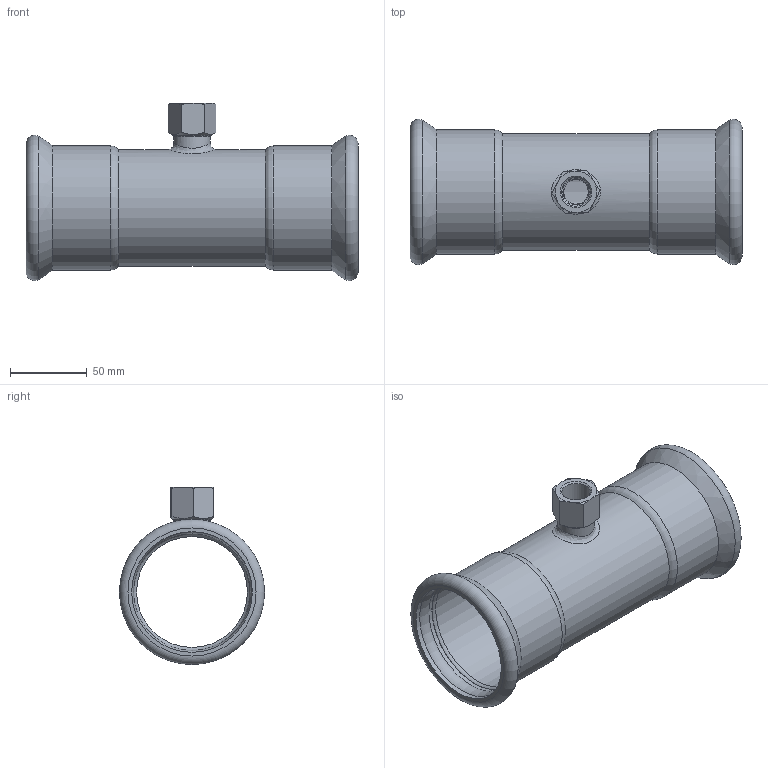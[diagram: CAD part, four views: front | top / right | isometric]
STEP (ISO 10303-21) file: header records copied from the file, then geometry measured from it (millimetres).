
FILE_DESCRIPTION(/* description */ ('TEE CON DERIVAZIONE FILETTATA FEMMINA 76,1x1/2"x76,1'),/* implementation_level */ '2;1');
FILE_NAME(/* name */ '389102076_Steelpres.ipt.step',/* time_stamp */ '2016-01-20T11:56:56+01:00',/* author */ ('Ghirlinghelli Diego'),/* organization */ (''),/* preprocessor_version */ 'ST-DEVELOPER v15.2',/* originating_system */ 'Autodesk Inventor 2014',/* authorisation */ 'R.M. S.p.A. si riserva a termini di legge la proprietà del presente disegno con divieto di riprodurlo o comunicarlo a terzi senza sua autorizzazione scritta');
FILE_SCHEMA (('AUTOMOTIVE_DESIGN { 1 0 10303 214 3 1 1 }'));
Length unit declared in the file: millimetre
Products named in the file (1): 389102076_Steelpres
Bounding box: 216 x 94.49 x 115.3 mm (x, y, z)
Volume: 152822.4 mm3; surface area: 114464.3 mm2
Topology: 1 solids, 1 shells, 53 faces, 123 edges, 75 vertices
Faces by surface type: cylinder 15, cone 12, torus 11, plane 11, bspline 4
Full cylindrical faces by diameter (mm): 16 x1, 18.631 x1, 20 x1, 21 x1, 24 x1, 72.1 x1, 76.1 x1, 76.7 x2, 78.5 x4, 80.7 x2
Entity records: 1599 total; most frequent: CARTESIAN_POINT 586, DIRECTION 204, ORIENTED_EDGE 158, AXIS2_PLACEMENT_3D 99, EDGE_LOOP 92, EDGE_CURVE 79, VERTEX_POINT 63, ADVANCED_FACE 53
